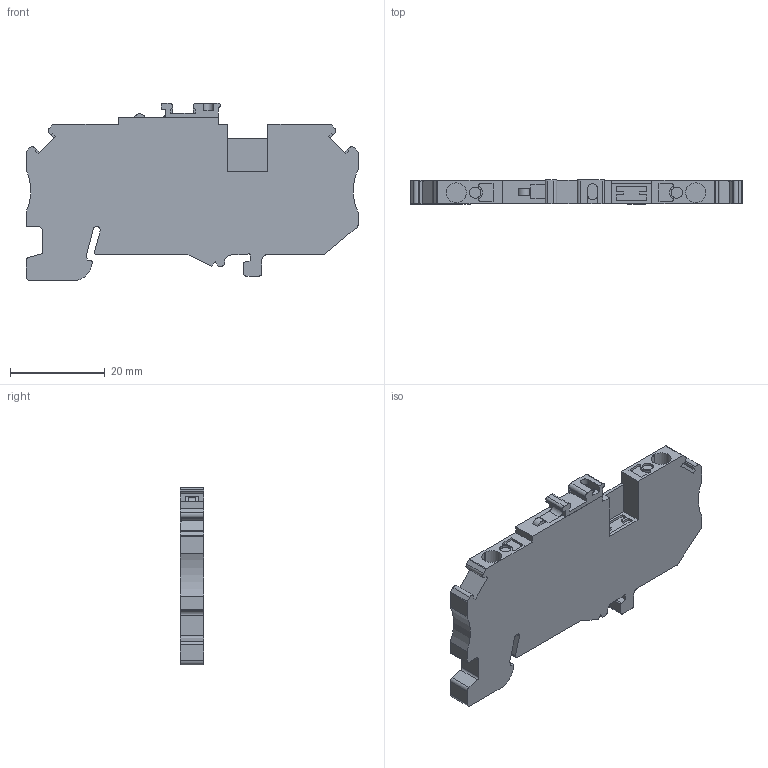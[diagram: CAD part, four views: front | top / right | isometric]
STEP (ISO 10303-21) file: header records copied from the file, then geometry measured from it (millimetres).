
FILE_DESCRIPTION(/* description */ ('Unknown'),/* implementation_level */ '2;1');
FILE_NAME(/* name */ 'DSDT2.5_GY_3D',/* time_stamp */ '2019-10-06T17:17:45+06:00',/* author */ ('Unknown'),/* organization */ ('Unknown'),/* preprocessor_version */ 'ST-DEVELOPER v16.7',/* originating_system */ 'DEX',/* authorisation */ $);
FILE_SCHEMA (('AUTOMOTIVE_DESIGN {1 0 10303 214 3 1 1}'));
Length unit declared in the file: millimetre
Products named in the file (1): DSDT2.5
Bounding box: 70 x 5 x 37.53 mm (x, y, z)
Volume: 8949.9 mm3; surface area: 5746 mm2
Topology: 1 solids, 1 shells, 170 faces, 483 edges, 322 vertices
Faces by surface type: plane 121, cylinder 49
Full cylindrical faces by diameter (mm): 2.35 x2
Entity records: 6713 total; most frequent: CARTESIAN_POINT 974, ORIENTED_EDGE 962, DIRECTION 921, EDGE_CURVE 481, LINE 383, VECTOR 383, VERTEX_POINT 322, AXIS2_PLACEMENT_3D 269
